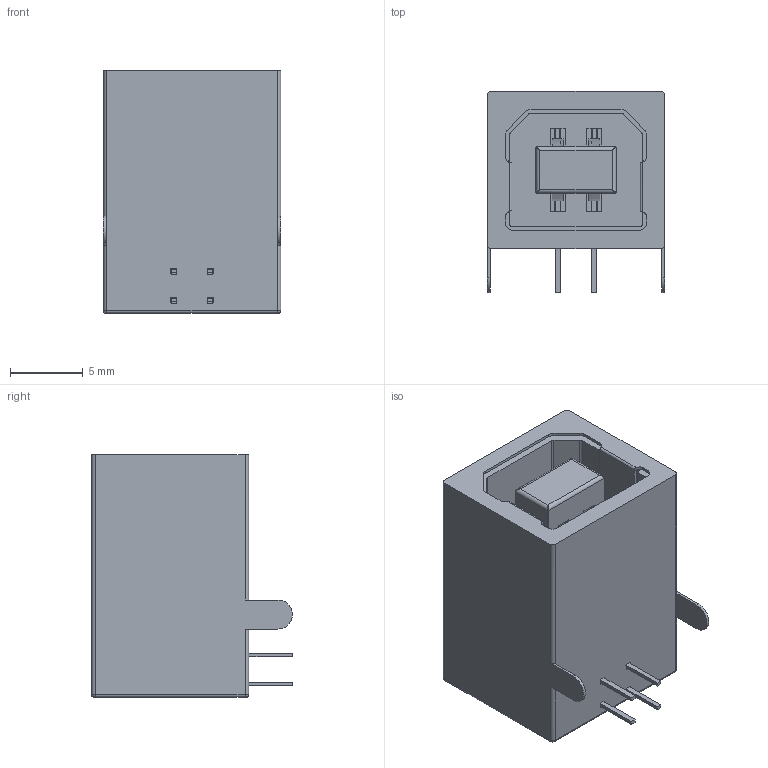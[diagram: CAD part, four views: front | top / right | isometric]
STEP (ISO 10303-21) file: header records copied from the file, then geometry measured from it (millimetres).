
FILE_DESCRIPTION(/* description */ ('','CAx-IF Rec.Pracs.---Representation and Presentation of Product Manufacturing Information (PMI)---4.0---2014-10-13'),/* implementation_level */ '2;1');
FILE_NAME(/* name */ 'USB B FEMALE.step',/* time_stamp */ '2024-12-17T18:30:46+05:30',/* author */ (''),/* organization */ (''),/* preprocessor_version */ 'ST-DEVELOPER v20',/* originating_system */ 'Autodesk Translation Framework v13.20.0.188',/* authorisation */ '');
FILE_SCHEMA (('AP242_MANAGED_MODEL_BASED_3D_ENGINEERING_MIM_LF { 1 0 10303 442 1 1 4 }'));
Length unit declared in the file: millimetre
Products named in the file (1): USB B FEMALE
Bounding box: 12.2 x 13.81 x 16.7 mm (x, y, z)
Volume: 1434.8 mm3; surface area: 3730.6 mm2
Topology: 6 solids, 6 shells, 327 faces, 908 edges, 589 vertices
Faces by surface type: plane 179, cylinder 116, bspline 24, torus 8
Entity records: 11036 total; most frequent: CARTESIAN_POINT 2500, ORIENTED_EDGE 1808, DIRECTION 1741, EDGE_CURVE 904, LINE 621, VECTOR 621, VERTEX_POINT 589, AXIS2_PLACEMENT_3D 560
